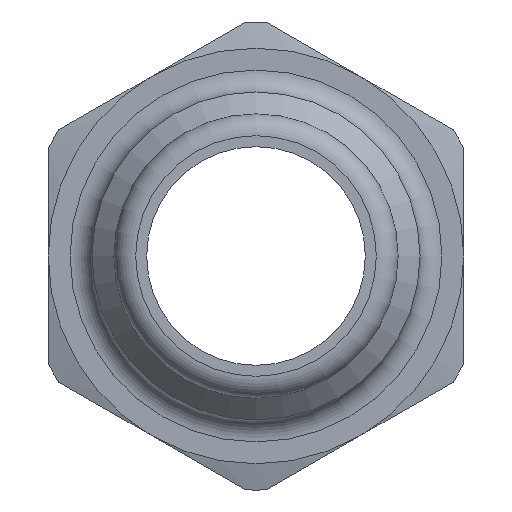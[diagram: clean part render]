
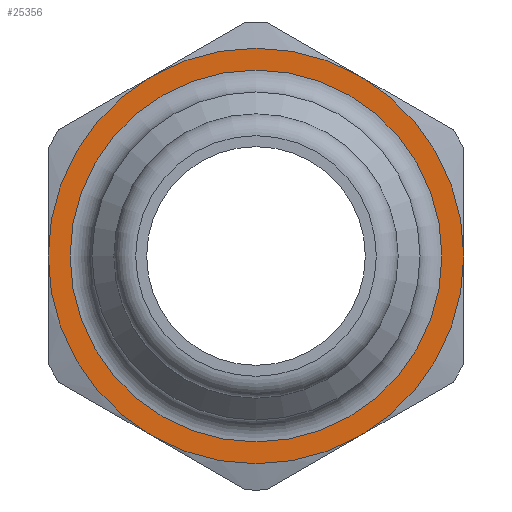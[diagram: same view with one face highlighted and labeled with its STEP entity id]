
A CAD part, left-side view. The second image highlights one B-rep face of the part: STEP entity #25356.
In plain terms, the highlighted planar face has unit normal (-1, 0, 0).
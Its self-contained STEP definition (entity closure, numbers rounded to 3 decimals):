
#143=CARTESIAN_POINT('',(21.5,4.75,-8.227));
#144=VERTEX_POINT('',#143);
#227=CARTESIAN_POINT('',(21.5,-4.75,-8.227));
#228=VERTEX_POINT('',#227);
#311=CARTESIAN_POINT('',(21.5,-9.5,0.));
#312=VERTEX_POINT('',#311);
#395=CARTESIAN_POINT('',(21.5,-4.75,8.227));
#396=VERTEX_POINT('',#395);
#479=CARTESIAN_POINT('',(21.5,4.75,8.227));
#480=VERTEX_POINT('',#479);
#840=CARTESIAN_POINT('',(21.5,9.5,0.0));
#841=VERTEX_POINT('',#840);
#842=CARTESIAN_POINT('',(21.5,0.0,0.0));
#843=DIRECTION('',(1.0,0.0,0.0));
#844=DIRECTION('',(0.0,1.0,0.0));
#845=AXIS2_PLACEMENT_3D('',#842,#843,#844);
#846=CIRCLE('',#845,9.5);
#847=EDGE_CURVE('',#144,#841,#846,.T.);
#886=CARTESIAN_POINT('',(21.5,0.0,0.0));
#887=DIRECTION('',(1.0,0.0,0.0));
#888=DIRECTION('',(0.0,1.0,0.0));
#889=AXIS2_PLACEMENT_3D('',#886,#887,#888);
#890=CIRCLE('',#889,9.5);
#891=EDGE_CURVE('',#841,#480,#890,.T.);
#904=CARTESIAN_POINT('',(21.5,0.0,0.0));
#905=DIRECTION('',(1.0,0.0,0.0));
#906=DIRECTION('',(0.0,1.0,0.0));
#907=AXIS2_PLACEMENT_3D('',#904,#905,#906);
#908=CIRCLE('',#907,9.5);
#909=EDGE_CURVE('',#480,#396,#908,.T.);
#922=CARTESIAN_POINT('',(21.5,0.0,0.0));
#923=DIRECTION('',(1.0,0.0,0.0));
#924=DIRECTION('',(0.0,1.0,0.0));
#925=AXIS2_PLACEMENT_3D('',#922,#923,#924);
#926=CIRCLE('',#925,9.5);
#927=EDGE_CURVE('',#396,#312,#926,.T.);
#940=CARTESIAN_POINT('',(21.5,0.0,0.0));
#941=DIRECTION('',(1.0,0.0,0.0));
#942=DIRECTION('',(0.0,1.0,0.0));
#943=AXIS2_PLACEMENT_3D('',#940,#941,#942);
#944=CIRCLE('',#943,9.5);
#945=EDGE_CURVE('',#312,#228,#944,.T.);
#25302=CARTESIAN_POINT('',(21.5,8.5,0.));
#25303=VERTEX_POINT('',#25302);
#25304=CARTESIAN_POINT('',(21.5,0.0,0.0));
#25305=DIRECTION('',(-1.0,0.0,0.0));
#25306=DIRECTION('',(0.0,-1.0,0.0));
#25307=AXIS2_PLACEMENT_3D('',#25304,#25305,#25306);
#25308=CIRCLE('',#25307,8.5);
#25309=EDGE_CURVE('',#25303,#25303,#25308,.T.);
#25334=CARTESIAN_POINT('',(21.5,8.5,0.0));
#25335=DIRECTION('',(-1.0,0.0,0.0));
#25336=DIRECTION('',(0.0,0.0,1.0));
#25337=AXIS2_PLACEMENT_3D('',#25334,#25335,#25336);
#25338=PLANE('',#25337);
#25339=ORIENTED_EDGE('',*,*,#891,.F.);
#25340=ORIENTED_EDGE('',*,*,#847,.F.);
#25341=CARTESIAN_POINT('',(21.5,0.0,0.0));
#25342=DIRECTION('',(1.0,0.0,0.0));
#25343=DIRECTION('',(0.0,1.0,0.0));
#25344=AXIS2_PLACEMENT_3D('',#25341,#25342,#25343);
#25345=CIRCLE('',#25344,9.5);
#25346=EDGE_CURVE('',#228,#144,#25345,.T.);
#25347=ORIENTED_EDGE('',*,*,#25346,.F.);
#25348=ORIENTED_EDGE('',*,*,#945,.F.);
#25349=ORIENTED_EDGE('',*,*,#927,.F.);
#25350=ORIENTED_EDGE('',*,*,#909,.F.);
#25351=EDGE_LOOP('',(#25339,#25340,#25347,#25348,#25349,#25350));
#25352=FACE_OUTER_BOUND('',#25351,.T.);
#25353=ORIENTED_EDGE('',*,*,#25309,.F.);
#25354=EDGE_LOOP('',(#25353));
#25355=FACE_BOUND('',#25354,.T.);
#25356=ADVANCED_FACE('',(#25352,#25355),#25338,.T.);
